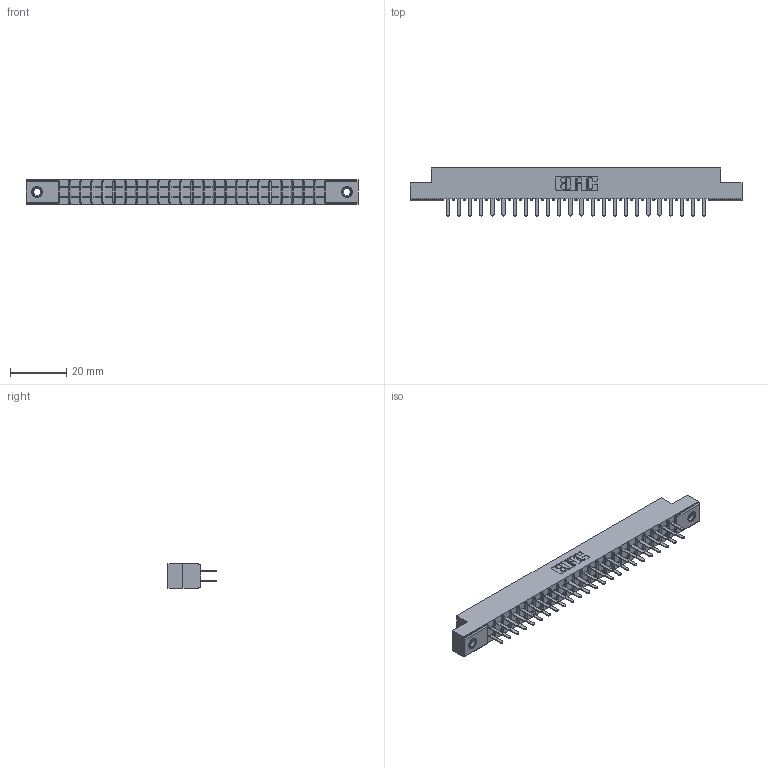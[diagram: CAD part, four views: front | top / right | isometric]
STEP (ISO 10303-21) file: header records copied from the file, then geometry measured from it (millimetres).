
FILE_DESCRIPTION (( 'STEP AP203' ), '1' );
FILE_NAME ('305-048-520-507.STEP', '2019-09-09T21:04:41', ( '' ), ( '' ), 'SwSTEP 2.0', 'SolidWorks 2016', '' );
FILE_SCHEMA (( 'CONFIG_CONTROL_DESIGN' ));
Length unit declared in the file: inch
Products named in the file (4): 305-048-520-507; 305 Part_.156 Dia; 345-250-001_345-250-005-103; 305-290-001_520
Assembly tree (51 placements, depth 2):
  305-048-520-507
    305 Part_.156 Dia
    305-290-001_520  x48
    345-250-001_345-250-005-103  x2
Bounding box: 118.11 x 17.09 x 8.71 mm (x, y, z)
Volume: 7052.3 mm3; surface area: 14257.3 mm2
Topology: 51 solids, 51 shells, 2384 faces, 6764 edges, 4372 vertices
Faces by surface type: plane 1396, cylinder 876, sphere 96, cone 12, torus 4
Entity records: 29242 total; most frequent: CARTESIAN_POINT 4821, ORIENTED_EDGE 4776, DIRECTION 4688, EDGE_CURVE 2388, VECTOR 1910, LINE 1910, VERTEX_POINT 1522, AXIS2_PLACEMENT_3D 1389
